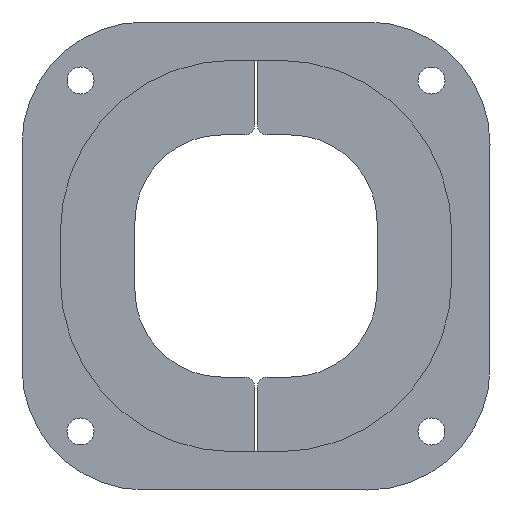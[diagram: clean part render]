
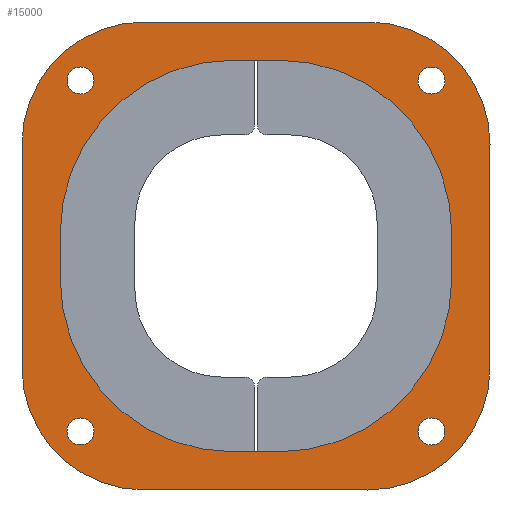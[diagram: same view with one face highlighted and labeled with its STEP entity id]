
A CAD part, front view. The second image highlights one B-rep face of the part: STEP entity #15000.
In plain terms, the highlighted planar face has unit normal (0, -1, 0).
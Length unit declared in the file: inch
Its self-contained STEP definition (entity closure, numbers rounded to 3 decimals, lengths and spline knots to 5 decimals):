
#60=CIRCLE('',#15670,0.166);
#61=CIRCLE('',#15672,0.166);
#62=CIRCLE('',#15674,0.166);
#63=CIRCLE('',#15676,0.166);
#64=CIRCLE('',#15678,2.125);
#65=CIRCLE('',#15681,2.125);
#66=CIRCLE('',#15684,2.125);
#67=CIRCLE('',#15687,2.125);
#68=CIRCLE('',#15690,1.5);
#69=CIRCLE('',#15693,1.5);
#70=CIRCLE('',#15696,1.5);
#71=CIRCLE('',#15699,1.5);
#148=FACE_BOUND('',#1647,.T.);
#149=FACE_BOUND('',#1648,.T.);
#150=FACE_BOUND('',#1649,.T.);
#151=FACE_BOUND('',#1650,.T.);
#152=FACE_BOUND('',#1651,.T.);
#318=PLANE('',#15701);
#802=FACE_OUTER_BOUND('',#1646,.T.);
#1646=EDGE_LOOP('',(#10543,#10544,#10545,#10546,#10547,#10548,#10549,#10550));
#1647=EDGE_LOOP('',(#10551));
#1648=EDGE_LOOP('',(#10552));
#1649=EDGE_LOOP('',(#10553));
#1650=EDGE_LOOP('',(#10554));
#1651=EDGE_LOOP('',(#10555,#10556,#10557,#10558,#10559,#10560,#10561,#10562));
#2618=LINE('',#21385,#3801);
#2621=LINE('',#21393,#3804);
#2624=LINE('',#21401,#3807);
#2627=LINE('',#21408,#3810);
#2630=LINE('',#21417,#3813);
#2633=LINE('',#21425,#3816);
#2636=LINE('',#21433,#3819);
#2639=LINE('',#21440,#3822);
#3801=VECTOR('',#16574,0.3937);
#3804=VECTOR('',#16583,0.3937);
#3807=VECTOR('',#16592,0.3937);
#3810=VECTOR('',#16601,0.3937);
#3813=VECTOR('',#16610,0.3937);
#3816=VECTOR('',#16619,0.3937);
#3819=VECTOR('',#16628,0.3937);
#3822=VECTOR('',#16637,0.3937);
#5995=VERTEX_POINT('',#21366);
#5996=VERTEX_POINT('',#21369);
#5997=VERTEX_POINT('',#21372);
#5998=VERTEX_POINT('',#21375);
#5999=VERTEX_POINT('',#21378);
#6000=VERTEX_POINT('',#21379);
#6001=VERTEX_POINT('',#21384);
#6002=VERTEX_POINT('',#21388);
#6003=VERTEX_POINT('',#21392);
#6004=VERTEX_POINT('',#21396);
#6005=VERTEX_POINT('',#21400);
#6006=VERTEX_POINT('',#21404);
#6007=VERTEX_POINT('',#21410);
#6008=VERTEX_POINT('',#21411);
#6009=VERTEX_POINT('',#21416);
#6010=VERTEX_POINT('',#21420);
#6011=VERTEX_POINT('',#21424);
#6012=VERTEX_POINT('',#21428);
#6013=VERTEX_POINT('',#21432);
#6014=VERTEX_POINT('',#21436);
#7660=EDGE_CURVE('',#5995,#5995,#60,.T.);
#7661=EDGE_CURVE('',#5996,#5996,#61,.T.);
#7662=EDGE_CURVE('',#5997,#5997,#62,.T.);
#7663=EDGE_CURVE('',#5998,#5998,#63,.T.);
#7664=EDGE_CURVE('',#5999,#6000,#64,.T.);
#7667=EDGE_CURVE('',#6001,#5999,#2618,.T.);
#7669=EDGE_CURVE('',#6002,#6001,#65,.T.);
#7671=EDGE_CURVE('',#6003,#6002,#2621,.T.);
#7673=EDGE_CURVE('',#6004,#6003,#66,.T.);
#7675=EDGE_CURVE('',#6005,#6004,#2624,.T.);
#7677=EDGE_CURVE('',#6006,#6005,#67,.T.);
#7679=EDGE_CURVE('',#6000,#6006,#2627,.T.);
#7680=EDGE_CURVE('',#6007,#6008,#68,.T.);
#7683=EDGE_CURVE('',#6008,#6009,#2630,.T.);
#7685=EDGE_CURVE('',#6009,#6010,#69,.T.);
#7687=EDGE_CURVE('',#6010,#6011,#2633,.T.);
#7689=EDGE_CURVE('',#6011,#6012,#70,.T.);
#7691=EDGE_CURVE('',#6012,#6013,#2636,.T.);
#7693=EDGE_CURVE('',#6013,#6014,#71,.T.);
#7695=EDGE_CURVE('',#6014,#6007,#2639,.T.);
#10543=ORIENTED_EDGE('',*,*,#7695,.T.);
#10544=ORIENTED_EDGE('',*,*,#7680,.T.);
#10545=ORIENTED_EDGE('',*,*,#7683,.T.);
#10546=ORIENTED_EDGE('',*,*,#7685,.T.);
#10547=ORIENTED_EDGE('',*,*,#7687,.T.);
#10548=ORIENTED_EDGE('',*,*,#7689,.T.);
#10549=ORIENTED_EDGE('',*,*,#7691,.T.);
#10550=ORIENTED_EDGE('',*,*,#7693,.T.);
#10551=ORIENTED_EDGE('',*,*,#7660,.T.);
#10552=ORIENTED_EDGE('',*,*,#7661,.T.);
#10553=ORIENTED_EDGE('',*,*,#7662,.T.);
#10554=ORIENTED_EDGE('',*,*,#7663,.T.);
#10555=ORIENTED_EDGE('',*,*,#7664,.T.);
#10556=ORIENTED_EDGE('',*,*,#7679,.T.);
#10557=ORIENTED_EDGE('',*,*,#7677,.T.);
#10558=ORIENTED_EDGE('',*,*,#7675,.T.);
#10559=ORIENTED_EDGE('',*,*,#7673,.T.);
#10560=ORIENTED_EDGE('',*,*,#7671,.T.);
#10561=ORIENTED_EDGE('',*,*,#7669,.T.);
#10562=ORIENTED_EDGE('',*,*,#7667,.T.);
#15000=ADVANCED_FACE('',(#802,#148,#149,#150,#151,#152),#318,.F.);
#15670=AXIS2_PLACEMENT_3D('',#21367,#16552,#16553);
#15672=AXIS2_PLACEMENT_3D('',#21370,#16556,#16557);
#15674=AXIS2_PLACEMENT_3D('',#21373,#16560,#16561);
#15676=AXIS2_PLACEMENT_3D('',#21376,#16564,#16565);
#15678=AXIS2_PLACEMENT_3D('',#21380,#16568,#16569);
#15681=AXIS2_PLACEMENT_3D('',#21389,#16578,#16579);
#15684=AXIS2_PLACEMENT_3D('',#21397,#16587,#16588);
#15687=AXIS2_PLACEMENT_3D('',#21405,#16596,#16597);
#15690=AXIS2_PLACEMENT_3D('',#21412,#16604,#16605);
#15693=AXIS2_PLACEMENT_3D('',#21421,#16614,#16615);
#15696=AXIS2_PLACEMENT_3D('',#21429,#16623,#16624);
#15699=AXIS2_PLACEMENT_3D('',#21437,#16632,#16633);
#15701=AXIS2_PLACEMENT_3D('',#21441,#16638,#16639);
#16552=DIRECTION('center_axis',(0.,1.,0.));
#16553=DIRECTION('ref_axis',(1.,0.,0.));
#16556=DIRECTION('center_axis',(0.,1.,0.));
#16557=DIRECTION('ref_axis',(1.,0.,0.));
#16560=DIRECTION('center_axis',(0.,1.,0.));
#16561=DIRECTION('ref_axis',(1.,0.,0.));
#16564=DIRECTION('center_axis',(0.,1.,0.));
#16565=DIRECTION('ref_axis',(1.,0.,0.));
#16568=DIRECTION('center_axis',(0.,1.,0.));
#16569=DIRECTION('ref_axis',(-1.,0.,0.));
#16574=DIRECTION('',(0.,0.,-1.));
#16578=DIRECTION('center_axis',(0.,1.,0.));
#16579=DIRECTION('ref_axis',(0.,0.,-1.));
#16583=DIRECTION('',(1.,0.,0.));
#16587=DIRECTION('center_axis',(0.,1.,0.));
#16588=DIRECTION('ref_axis',(1.,0.,0.));
#16592=DIRECTION('',(0.,0.,1.));
#16596=DIRECTION('center_axis',(0.,1.,0.));
#16597=DIRECTION('ref_axis',(0.,0.,1.));
#16601=DIRECTION('',(-1.,0.,0.));
#16604=DIRECTION('center_axis',(0.,-1.,0.));
#16605=DIRECTION('ref_axis',(-1.,0.,0.));
#16610=DIRECTION('',(0.,0.,1.));
#16614=DIRECTION('center_axis',(0.,-1.,0.));
#16615=DIRECTION('ref_axis',(0.,0.,-1.));
#16619=DIRECTION('',(-1.,0.,0.));
#16623=DIRECTION('center_axis',(0.,-1.,0.));
#16624=DIRECTION('ref_axis',(1.,0.,0.));
#16628=DIRECTION('',(0.,0.,-1.));
#16632=DIRECTION('center_axis',(0.,-1.,0.));
#16633=DIRECTION('ref_axis',(0.,0.,1.));
#16637=DIRECTION('',(1.,0.,0.));
#16638=DIRECTION('center_axis',(0.,1.,0.));
#16639=DIRECTION('ref_axis',(1.,0.,0.));
#21366=CARTESIAN_POINT('',(1.99043,0.,2.15609));
#21367=CARTESIAN_POINT('Origin',(2.15643,0.,2.15607));
#21369=CARTESIAN_POINT('',(-2.32243,0.,-2.15606));
#21370=CARTESIAN_POINT('Origin',(-2.15643,0.,-2.15607));
#21372=CARTESIAN_POINT('',(-2.32207,0.,2.15644));
#21373=CARTESIAN_POINT('Origin',(-2.15607,0.,2.15643));
#21375=CARTESIAN_POINT('',(1.99007,0.,-2.15641));
#21376=CARTESIAN_POINT('Origin',(2.15607,0.,-2.15643));
#21378=CARTESIAN_POINT('',(2.40623,0.,-0.28145));
#21379=CARTESIAN_POINT('',(0.28105,0.,-2.40627));
#21380=CARTESIAN_POINT('Origin',(0.28123,0.,-0.28127));
#21384=CARTESIAN_POINT('',(2.40627,0.,0.28105));
#21385=CARTESIAN_POINT('',(2.40626,0.,0.14043));
#21388=CARTESIAN_POINT('',(0.28145,0.,2.40623));
#21389=CARTESIAN_POINT('Origin',(0.28127,0.,0.28123));
#21392=CARTESIAN_POINT('',(-0.28105,0.,2.40627));
#21393=CARTESIAN_POINT('',(-0.14043,0.,2.40626));
#21396=CARTESIAN_POINT('',(-2.40623,0.,0.28145));
#21397=CARTESIAN_POINT('Origin',(-0.28123,0.,0.28127));
#21400=CARTESIAN_POINT('',(-2.40627,0.,-0.28105));
#21401=CARTESIAN_POINT('',(-2.40626,0.,-0.14043));
#21404=CARTESIAN_POINT('',(-0.28145,0.,-2.40623));
#21405=CARTESIAN_POINT('Origin',(-0.28127,0.,-0.28123));
#21408=CARTESIAN_POINT('',(0.14043,0.,-2.40626));
#21410=CARTESIAN_POINT('',(1.37476,0.,-2.87511));
#21411=CARTESIAN_POINT('',(2.87489,0.,-1.37524));
#21412=CARTESIAN_POINT('Origin',(1.37489,0.,-1.37511));
#21416=CARTESIAN_POINT('',(2.87511,0.,1.37476));
#21417=CARTESIAN_POINT('',(2.87489,0.,-1.37524));
#21420=CARTESIAN_POINT('',(1.37524,0.,2.87489));
#21421=CARTESIAN_POINT('Origin',(1.37511,0.,1.37489));
#21424=CARTESIAN_POINT('',(-1.37476,0.,2.87511));
#21425=CARTESIAN_POINT('',(1.37524,0.,2.87489));
#21428=CARTESIAN_POINT('',(-2.87489,0.,1.37524));
#21429=CARTESIAN_POINT('Origin',(-1.37489,0.,1.37511));
#21432=CARTESIAN_POINT('',(-2.87511,0.,-1.37476));
#21433=CARTESIAN_POINT('',(-2.87489,0.,1.37524));
#21436=CARTESIAN_POINT('',(-1.37524,0.,-2.87489));
#21437=CARTESIAN_POINT('Origin',(-1.37511,0.,-1.37489));
#21440=CARTESIAN_POINT('',(-1.37524,0.,-2.87489));
#21441=CARTESIAN_POINT('Origin',(0.,0.,0.));
